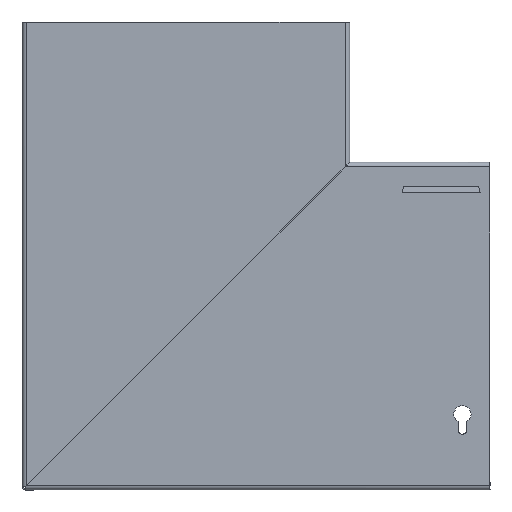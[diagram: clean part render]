
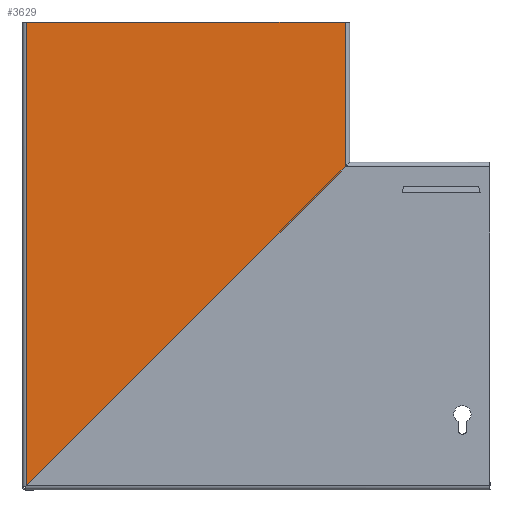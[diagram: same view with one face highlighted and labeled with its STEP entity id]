
A CAD part, left-side view. The second image highlights one B-rep face of the part: STEP entity #3629.
In plain terms, the highlighted planar face has unit normal (-1, 0, 0).
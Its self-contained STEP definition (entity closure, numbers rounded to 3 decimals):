
#751 = CARTESIAN_POINT ( 'NONE',  ( 0., -102., 298.9 ) ) ;
#1429 = VERTEX_POINT ( 'NONE', #12433 ) ;
#1480 = VERTEX_POINT ( 'NONE', #4060 ) ;
#2677 = PLANE ( 'NONE',  #15482 ) ;
#3239 = VERTEX_POINT ( 'NONE', #4305 ) ;
#3352 = EDGE_CURVE ( 'NONE', #3239, #1429, #15155, .T. ) ;
#3382 = ORIENTED_EDGE ( 'NONE', *, *, #3352, .T. ) ;
#3629 = ADVANCED_FACE ( 'NONE', ( #5233 ), #2677, .T. ) ;
#3821 = LINE ( 'NONE', #7627, #10364 ) ;
#4060 = CARTESIAN_POINT ( 'NONE',  ( 0., -102., 206.001 ) ) ;
#4305 = CARTESIAN_POINT ( 'NONE',  ( 0., -102., 298.9 ) ) ;
#5233 = FACE_OUTER_BOUND ( 'NONE', #7425, .T. ) ;
#6631 = DIRECTION ( 'NONE',  ( -1., 0., 0. ) ) ;
#7101 = CARTESIAN_POINT ( 'NONE',  ( 0., 102., 2.001 ) ) ;
#7425 = EDGE_LOOP ( 'NONE', ( #8584, #13580, #3382, #16221 ) ) ;
#7627 = CARTESIAN_POINT ( 'NONE',  ( 0., -102., 298.9 ) ) ;
#7840 = DIRECTION ( 'NONE',  ( 0., 0., -1. ) ) ;
#8073 = VECTOR ( 'NONE', #12656, 1000. ) ;
#8264 = CARTESIAN_POINT ( 'NONE',  ( 0., -148.45, 252.45 ) ) ;
#8273 = LINE ( 'NONE', #12070, #12217 ) ;
#8584 = ORIENTED_EDGE ( 'NONE', *, *, #9478, .F. ) ;
#8966 = DIRECTION ( 'NONE',  ( 0., 0., -1. ) ) ;
#9478 = EDGE_CURVE ( 'NONE', #1480, #11369, #15388, .T. ) ;
#10364 = VECTOR ( 'NONE', #8966, 1000. ) ;
#11369 = VERTEX_POINT ( 'NONE', #7101 ) ;
#12070 = CARTESIAN_POINT ( 'NONE',  ( 0., 102., 298.9 ) ) ;
#12141 = EDGE_CURVE ( 'NONE', #3239, #1480, #3821, .T. ) ;
#12217 = VECTOR ( 'NONE', #7840, 1000. ) ;
#12433 = CARTESIAN_POINT ( 'NONE',  ( 0., 102., 298.9 ) ) ;
#12656 = DIRECTION ( 'NONE',  ( 0., 1., 0. ) ) ;
#12836 = EDGE_CURVE ( 'NONE', #1429, #11369, #8273, .T. ) ;
#13580 = ORIENTED_EDGE ( 'NONE', *, *, #12141, .F. ) ;
#14569 = CARTESIAN_POINT ( 'NONE',  ( 0., -102., 298.9 ) ) ;
#14974 = VECTOR ( 'NONE', #16220, 1000. ) ;
#15155 = LINE ( 'NONE', #751, #8073 ) ;
#15388 = LINE ( 'NONE', #8264, #14974 ) ;
#15482 = AXIS2_PLACEMENT_3D ( 'NONE', #14569, #6631, #15879 ) ;
#15879 = DIRECTION ( 'NONE',  ( 0., 0., 1. ) ) ;
#16220 = DIRECTION ( 'NONE',  ( 0., 0.707, -0.707 ) ) ;
#16221 = ORIENTED_EDGE ( 'NONE', *, *, #12836, .T. ) ;
